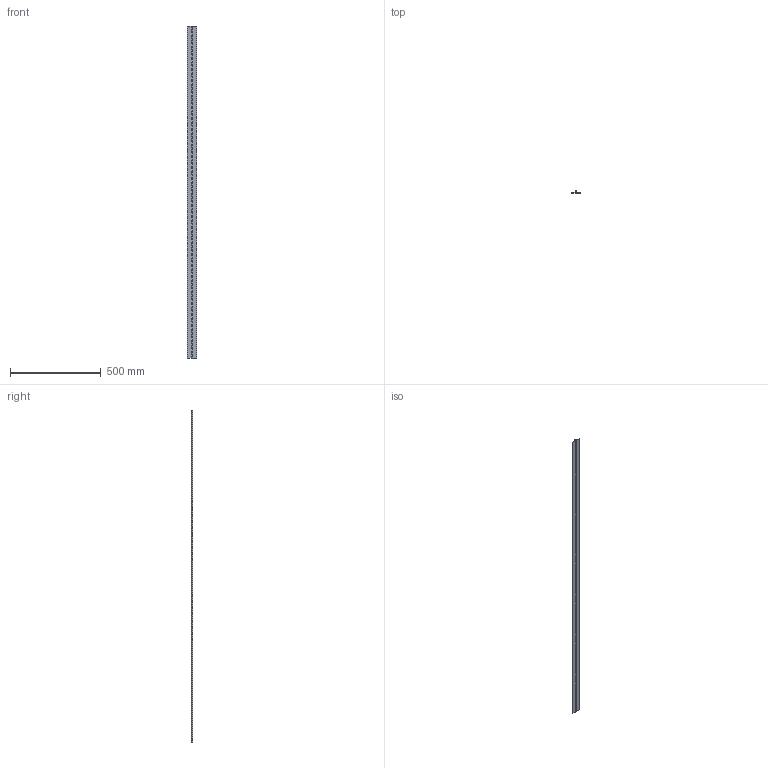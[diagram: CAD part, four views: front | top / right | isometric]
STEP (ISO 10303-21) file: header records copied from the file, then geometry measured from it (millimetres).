
FILE_DESCRIPTION (( 'STEP AP203' ), '1' );
FILE_NAME ('B-20257-C5.STEP', '2012-08-08T07:59:22', ( '11sw' ), ( 'タキゲン製造株式会社' ), 'SwSTEP 2.0', 'SolidWorks 2011', '' );
FILE_SCHEMA (( 'CONFIG_CONTROL_DESIGN' ));
Length unit declared in the file: millimetre
Products named in the file (4): B-20257-C5; B-20257-C5僺儞__B-20257-C5_; B-20257-C5僸儞僕B_; B-20257-5C僸儞僕A_
Assembly tree (3 placements, depth 2):
  B-20257-C5
    B-20257-C5僺儞__B-20257-C5_
    B-20257-C5僸儞僕B_
    B-20257-5C僸儞僕A_
Bounding box: 51 x 8 x 1829 mm (x, y, z)
Volume: 210798.3 mm3; surface area: 274754.7 mm2
Topology: 3 solids, 3 shells, 996 faces, 2970 edges, 1980 vertices
Faces by surface type: cylinder 617, plane 379
Entity records: 34874 total; most frequent: DIRECTION 6208, CARTESIAN_POINT 5952, ORIENTED_EDGE 5940, EDGE_CURVE 2970, AXIS2_PLACEMENT_3D 2236, VERTEX_POINT 1980, VECTOR 1736, LINE 1736
